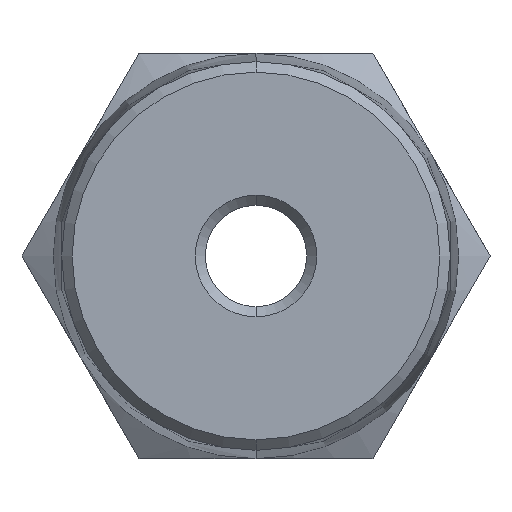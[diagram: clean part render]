
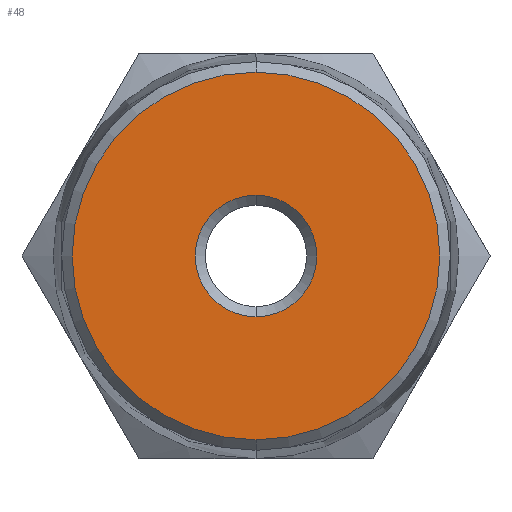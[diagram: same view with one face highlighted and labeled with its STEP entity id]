
A CAD part, front view. The second image highlights one B-rep face of the part: STEP entity #48.
In plain terms, the highlighted planar face has unit normal (0, -1, 0).
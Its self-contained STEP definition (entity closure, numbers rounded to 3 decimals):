
#30 = PLANE ( 'NONE',  #779 ) ;
#48 = ADVANCED_FACE ( 'NONE', ( #261, #743 ), #30, .T. ) ;
#158 = CARTESIAN_POINT ( 'NONE',  ( 0., -28.3, 0. ) ) ;
#179 = VERTEX_POINT ( 'NONE', #285 ) ;
#193 = CIRCLE ( 'NONE', #445, 4.536 ) ;
#222 = ORIENTED_EDGE ( 'NONE', *, *, #656, .T. ) ;
#261 = FACE_OUTER_BOUND ( 'NONE', #280, .T. ) ;
#265 = CIRCLE ( 'NONE', #354, 4.536 ) ;
#268 = AXIS2_PLACEMENT_3D ( 'NONE', #158, #738, #771 ) ;
#280 = EDGE_LOOP ( 'NONE', ( #570, #222 ) ) ;
#285 = CARTESIAN_POINT ( 'NONE',  ( 0., -28.3, 1.5 ) ) ;
#306 = CIRCLE ( 'NONE', #268, 1.5 ) ;
#311 = DIRECTION ( 'NONE',  ( 0., 0., -1. ) ) ;
#314 = CARTESIAN_POINT ( 'NONE',  ( 0., -28.3, -1.5 ) ) ;
#354 = AXIS2_PLACEMENT_3D ( 'NONE', #832, #663, #1341 ) ;
#359 = DIRECTION ( 'NONE',  ( 0., 0., -1. ) ) ;
#445 = AXIS2_PLACEMENT_3D ( 'NONE', #940, #1193, #359 ) ;
#487 = VERTEX_POINT ( 'NONE', #314 ) ;
#513 = DIRECTION ( 'NONE',  ( 0., -1., 0. ) ) ;
#568 = ORIENTED_EDGE ( 'NONE', *, *, #760, .T. ) ;
#570 = ORIENTED_EDGE ( 'NONE', *, *, #574, .T. ) ;
#574 = EDGE_CURVE ( 'NONE', #1182, #1038, #265, .T. ) ;
#632 = CIRCLE ( 'NONE', #777, 1.5 ) ;
#656 = EDGE_CURVE ( 'NONE', #1038, #1182, #193, .T. ) ;
#663 = DIRECTION ( 'NONE',  ( 0., -1., 0. ) ) ;
#738 = DIRECTION ( 'NONE',  ( 0., 1., 0. ) ) ;
#743 = FACE_BOUND ( 'NONE', #1235, .T. ) ;
#748 = CARTESIAN_POINT ( 'NONE',  ( -4.786, -28.3, 0. ) ) ;
#760 = EDGE_CURVE ( 'NONE', #487, #179, #306, .T. ) ;
#771 = DIRECTION ( 'NONE',  ( 0., 0., -1. ) ) ;
#777 = AXIS2_PLACEMENT_3D ( 'NONE', #1184, #1073, #806 ) ;
#779 = AXIS2_PLACEMENT_3D ( 'NONE', #748, #513, #311 ) ;
#806 = DIRECTION ( 'NONE',  ( 0., 0., -1. ) ) ;
#832 = CARTESIAN_POINT ( 'NONE',  ( 0., -28.3, 0. ) ) ;
#897 = ORIENTED_EDGE ( 'NONE', *, *, #1156, .T. ) ;
#940 = CARTESIAN_POINT ( 'NONE',  ( 0., -28.3, 0. ) ) ;
#1038 = VERTEX_POINT ( 'NONE', #1251 ) ;
#1073 = DIRECTION ( 'NONE',  ( 0., 1., 0. ) ) ;
#1106 = CARTESIAN_POINT ( 'NONE',  ( 0., -28.3, 4.536 ) ) ;
#1156 = EDGE_CURVE ( 'NONE', #179, #487, #632, .T. ) ;
#1182 = VERTEX_POINT ( 'NONE', #1106 ) ;
#1184 = CARTESIAN_POINT ( 'NONE',  ( 0., -28.3, 0. ) ) ;
#1193 = DIRECTION ( 'NONE',  ( 0., -1., 0. ) ) ;
#1235 = EDGE_LOOP ( 'NONE', ( #568, #897 ) ) ;
#1251 = CARTESIAN_POINT ( 'NONE',  ( 0., -28.3, -4.536 ) ) ;
#1341 = DIRECTION ( 'NONE',  ( 0., 0., -1. ) ) ;
